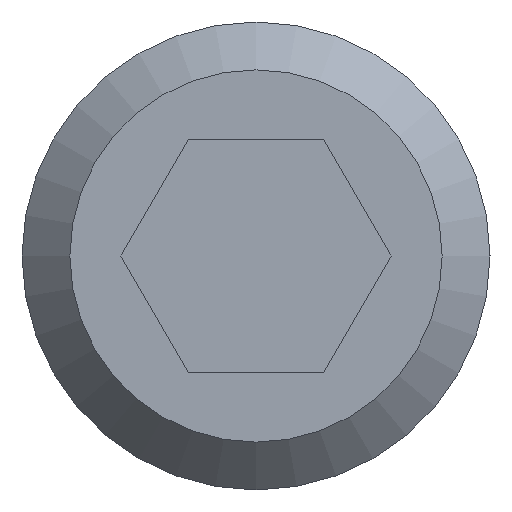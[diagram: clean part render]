
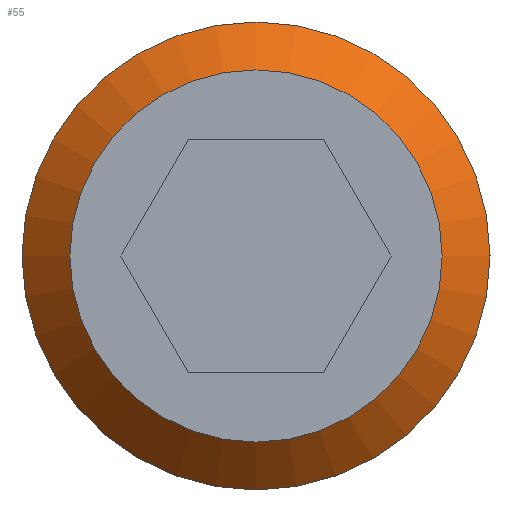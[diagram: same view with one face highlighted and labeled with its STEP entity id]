
A CAD part, left-side view. The second image highlights one B-rep face of the part: STEP entity #55.
In plain terms, the highlighted conical face has half-angle 45 degrees and reference radius 2.386 mm.
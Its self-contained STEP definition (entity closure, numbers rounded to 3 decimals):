
#55 = ADVANCED_FACE( '', ( #112, #113 ), #114, .T. );
#112 = FACE_OUTER_BOUND( '', #164, .T. );
#113 = FACE_BOUND( '', #165, .T. );
#114 = CONICAL_SURFACE( '', #166, 2.387, 0.785 );
#164 = EDGE_LOOP( '', ( #247 ) );
#165 = EDGE_LOOP( '', ( #248 ) );
#166 = AXIS2_PLACEMENT_3D( '', #249, #250, #251 );
#247 = ORIENTED_EDGE( '', *, *, #299, .F. );
#248 = ORIENTED_EDGE( '', *, *, #277, .T. );
#249 = CARTESIAN_POINT( '', ( 0., 0., 0. ) );
#250 = DIRECTION( '', ( 1., 0., 0. ) );
#251 = DIRECTION( '', ( 0., 0., -1. ) );
#277 = EDGE_CURVE( '', #314, #314, #315, .T. );
#299 = EDGE_CURVE( '', #348, #348, #349, .T. );
#314 = VERTEX_POINT( '', #367 );
#315 = CIRCLE( '', #368, 2.387 );
#348 = VERTEX_POINT( '', #412 );
#349 = CIRCLE( '', #413, 3. );
#367 = CARTESIAN_POINT( '', ( 0., 0., -2.387 ) );
#368 = AXIS2_PLACEMENT_3D( '', #437, #438, #439 );
#412 = CARTESIAN_POINT( '', ( 0.614, 0., -3. ) );
#413 = AXIS2_PLACEMENT_3D( '', #460, #461, #462 );
#437 = CARTESIAN_POINT( '', ( 0., 0., 0. ) );
#438 = DIRECTION( '', ( 1., 0., 0. ) );
#439 = DIRECTION( '', ( 0., 0., -1. ) );
#460 = CARTESIAN_POINT( '', ( 0.614, 0., 0. ) );
#461 = DIRECTION( '', ( 1., 0., 0. ) );
#462 = DIRECTION( '', ( 0., 0., -1. ) );
